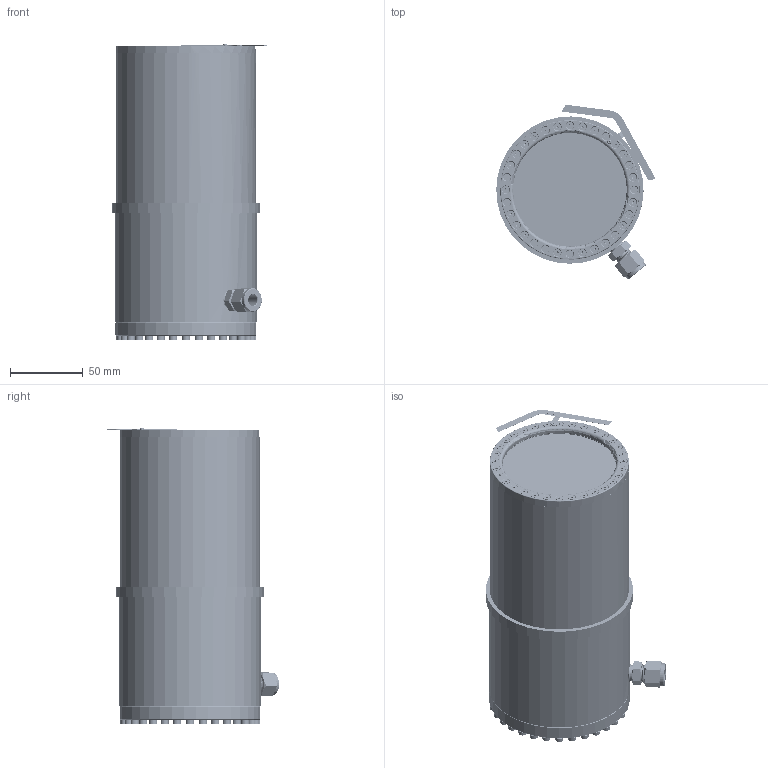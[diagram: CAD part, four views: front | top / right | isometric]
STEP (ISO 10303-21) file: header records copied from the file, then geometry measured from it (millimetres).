
FILE_DESCRIPTION(('CoCreate Modeling STEP Export'),'2;1');
FILE_NAME('can_mesh.stp','2012-07-30T21:24:40',(''),(''),'CoCreate Modeling STEP processor for AP214 (Solid Model)','CoCreate Modeling 16.00A 16-Aug-2008 (C) Parametric Technology GmbH','');
FILE_SCHEMA(('AUTOMOTIVE_DESIGN { 1 0 10303 214 1 1 1 1 }'));
Length unit declared in the file: millimetre
Products named in the file (50): pad-acrylic; window; snap_ring_3in__MCMCR_91580A272; gasket_inner_thin; FHSC_M2_5x20.3; spring; backplate_Cu; o-ring_backplate.1; photocathode; pmt_body_mmc; pin.7; base; potting; heatplate; connector; resistor_finchem_sm5.9; socket.7; kapton; base_assem; R11410MOD-10; braid.1; p1; p2; p3; tube_fitting_compress_1_4NPT_mcmcr_5272K297.1.1.1.7; window_clamp_insul; pressure_ring_insul_inside; BHCS_M5x1x1cm.1; o-ring_window; PMT_housing_Cu_nonrot; SHCS_M3_0_5_16mm.18; spring_guide.1.1.1; insulation; insulator_corner; spring_collar.1.1.1; pressure_ring_insul_outside; ring_screen; contactor; bushing; belleville_3_8x1_8x007_mcmcr9713K510 ...
Assembly tree (174 placements, depth 5):
  pmt_can_assem.3
    pmt_can_assem.3
      dist_fpc1
        bend_trace
        bend_subs
        trace_tab
        tab
        trace
        FPC
      screw_0_80_3_16_torx_mcmcr90910A667
      belleville_3_8x1_8x007_mcmcr9713K510
      bushing
      contactor
      ring_screen
      pressure_ring_insul_outside
      spring_collar.1.1.1
      BHCS_M5x1x1cm.1  x4
      FHSC_M2_5x20.3  x32
      SHCS_M3_0_5_16mm.18  x32
      spring  x6
      insulator_corner
      insulation
      spring_guide.1.1.1
      PMT_housing_Cu_nonrot
      o-ring_window
      pressure_ring_insul_inside
      window_clamp_insul
      tube_fitting_compress_1_4NPT_mcmcr_5272K297.1.1.1.7
        p3
        p2
        p1
      braid.1
      R11410MOD-10
        base_assem
          kapton
          socket.7  x20
          resistor_finchem_sm5.9  x18
          connector
          heatplate
          potting
          base
        pin.7  x20
        pmt_body_mmc
        photocathode
      o-ring_backplate.1
      backplate_Cu
      gasket_inner_thin
      snap_ring_3in__MCMCR_91580A272
      window
      pad-acrylic
Bounding box: 109.33 x 119.52 x 203.63 mm (x, y, z)
Volume: 963895.2 mm3; surface area: 327550 mm2
Topology: 167 solids, 167 shells, 13098 faces, 36378 edges, 23662 vertices
Faces by surface type: cylinder 10405, cone 1158, plane 1012, torus 366, bspline 157
Entity records: 65541 total; most frequent: CARTESIAN_POINT 28714, ORIENTED_EDGE 9036, DIRECTION 4934, EDGE_CURVE 4518, VERTEX_POINT 2891, EDGE_LOOP 2117, AXIS2_PLACEMENT_3D 1838, FACE_OUTER_BOUND 1819
